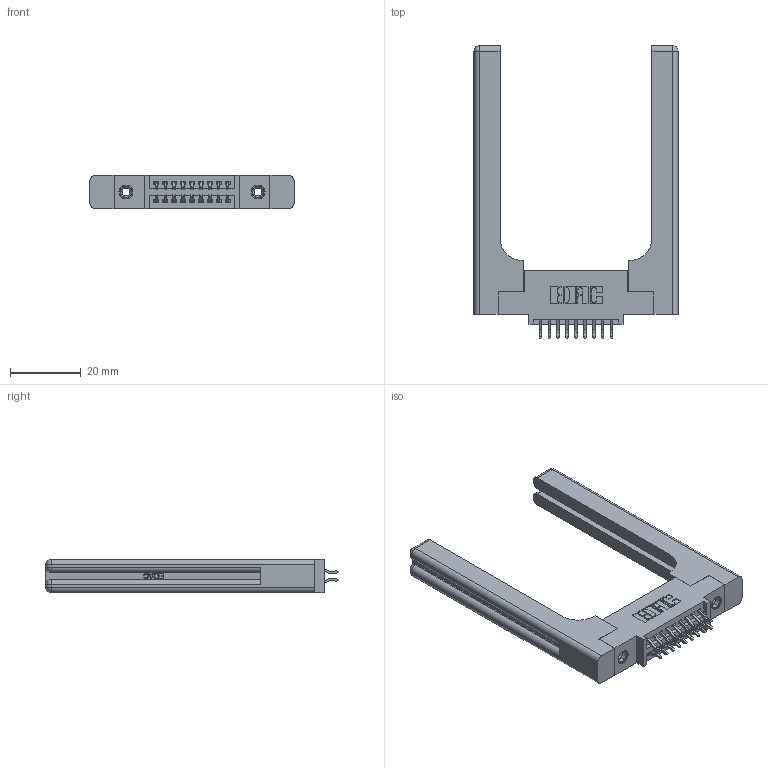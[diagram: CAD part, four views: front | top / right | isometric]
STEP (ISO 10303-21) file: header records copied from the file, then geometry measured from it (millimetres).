
FILE_DESCRIPTION (( 'STEP AP203' ), '1' );
FILE_NAME ('345-018-556-558.STEP', '2019-10-27T06:54:23', ( '' ), ( '' ), 'SwSTEP 2.0', 'SolidWorks 2016', '' );
FILE_SCHEMA (( 'CONFIG_CONTROL_DESIGN' ));
Length unit declared in the file: inch
Products named in the file (5): 345-220-058_345-220-058; 345 Part_0.110 Offset - 0.156 Dia-TH; 345-018-556-558; 345-250-001_345-250-001-102; 345-292-001_556 Tail
Assembly tree (23 placements, depth 2):
  345-018-556-558
    345 Part_0.110 Offset - 0.156 Dia-TH
    345-292-001_556 Tail  x18
    345-250-001_345-250-001-102  x2
    345-220-058_345-220-058  x2
Bounding box: 57.89 x 82.99 x 9.4 mm (x, y, z)
Volume: 13717.9 mm3; surface area: 12246.5 mm2
Topology: 23 solids, 23 shells, 1394 faces, 4025 edges, 2638 vertices
Faces by surface type: plane 898, cylinder 436, bspline 36, cone 12, sphere 8, torus 4
Entity records: 17038 total; most frequent: CARTESIAN_POINT 3897, ORIENTED_EDGE 2616, DIRECTION 2396, EDGE_CURVE 1308, LINE 1040, VECTOR 1040, VERTEX_POINT 862, AXIS2_PLACEMENT_3D 678
